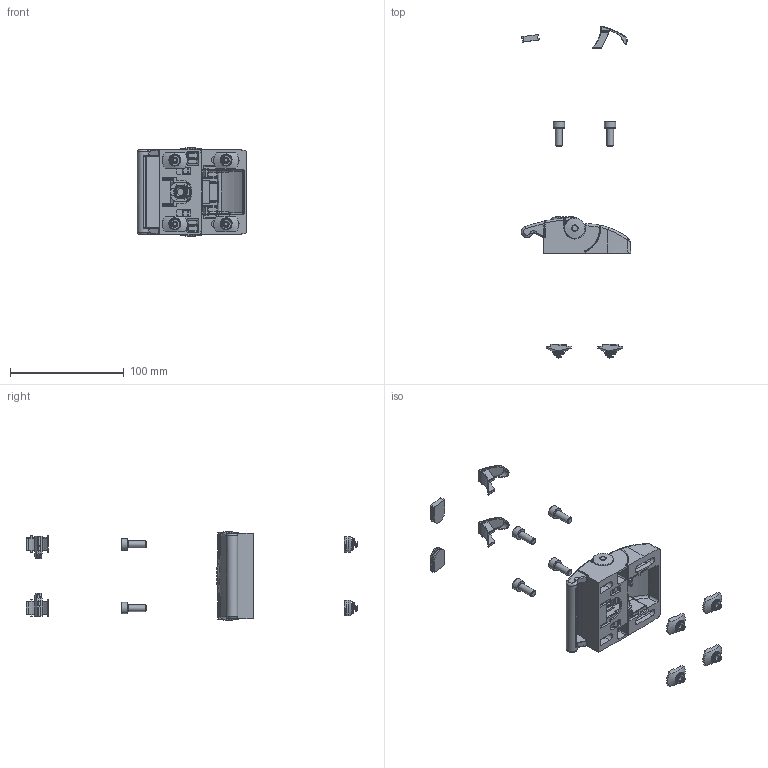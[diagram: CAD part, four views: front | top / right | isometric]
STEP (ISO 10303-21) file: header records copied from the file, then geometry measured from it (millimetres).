
FILE_DESCRIPTION(/* description */ (''),/* implementation_level */ '2;1');
FILE_NAME(/* name */ 'ASLC 14 N.stp',/* time_stamp */ '2016-10-18T13:57:20+01:00',/* author */ ('kevin'),/* organization */ (''),/* preprocessor_version */ 'ST-DEVELOPER v15.2',/* originating_system */ 'Autodesk Inventor 2014',/* authorisation */ '');
FILE_SCHEMA (('AUTOMOTIVE_DESIGN { 1 0 10303 214 3 1 1 }'));
Length unit declared in the file: millimetre
Products named in the file (18): 1; 2; 3; 4; 5; 6; 7; 8; 9; 10; 11; 12; 13; FTS 6; FTS-S; DIN 912 - M6 x 1 x 16 x 13.5; ASLC 14 N
Bounding box: 96.01 x 291.33 x 77.81 mm (x, y, z)
Volume: 81066.6 mm3; surface area: 67693.3 mm2
Topology: 25 solids, 25 shells, 3033 faces, 7629 edges, 4408 vertices
Faces by surface type: cylinder 983, plane 958, bspline 624, torus 243, sphere 169, cone 56
Full cylindrical faces by diameter (mm): 1.7 x2, 4.917 x4, 5 x8, 5.474 x1, 5.5 x1, 6 x4, 8.8 x4, 9.8 x4, 10 x4, 11.6 x1, 17.2 x1, 18 x2
Entity records: 119620 total; most frequent: CARTESIAN_POINT 54162, ORIENTED_EDGE 14046, DIRECTION 13443, EDGE_CURVE 7023, AXIS2_PLACEMENT_3D 5179, VERTEX_POINT 4203, LINE 3085, VECTOR 3085
